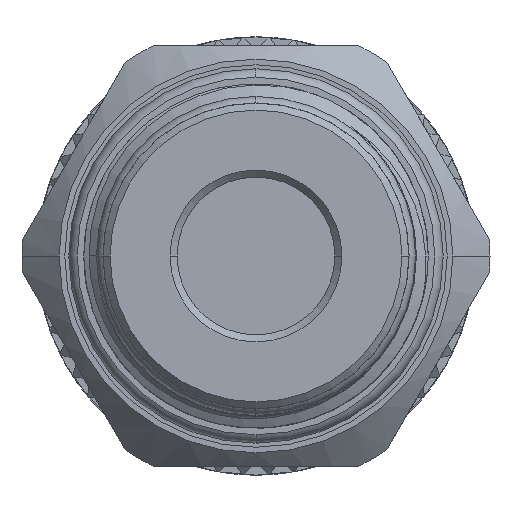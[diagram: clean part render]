
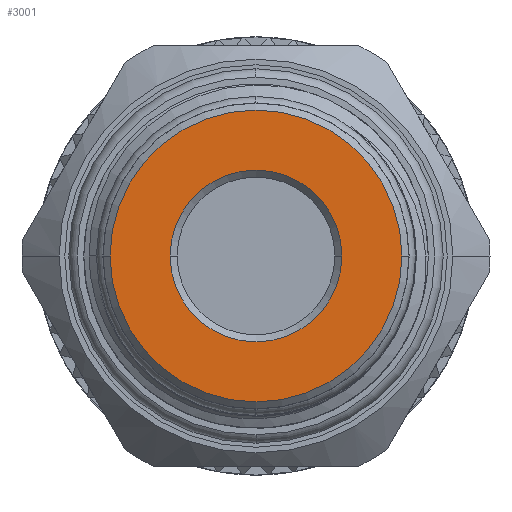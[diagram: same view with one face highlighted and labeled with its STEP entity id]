
A CAD part, left-side view. The second image highlights one B-rep face of the part: STEP entity #3001.
In plain terms, the highlighted planar face has unit normal (-1, 0, 0).
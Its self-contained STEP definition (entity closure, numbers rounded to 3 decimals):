
#41 = AXIS2_PLACEMENT_3D ( 'NONE', #20824, #29606, #12092 ) ;
#3001 = ADVANCED_FACE ( 'NONE', ( #13417, #33559 ), #11801, .F. ) ;
#4421 = CARTESIAN_POINT ( 'NONE',  ( -37.8, 4.9, 0. ) ) ;
#7006 = CIRCLE ( 'NONE', #37496, 8.325 ) ;
#7280 = CIRCLE ( 'NONE', #37726, 4.9 ) ;
#8016 = CIRCLE ( 'NONE', #29704, 8.325 ) ;
#10440 = ORIENTED_EDGE ( 'NONE', *, *, #37316, .T. ) ;
#11801 = PLANE ( 'NONE',  #32689 ) ;
#11879 = EDGE_CURVE ( 'NONE', #27090, #27081, #8016, .T. ) ;
#12092 = DIRECTION ( 'NONE',  ( 0., -1., 0. ) ) ;
#12871 = DIRECTION ( 'NONE',  ( 0., 1., 0. ) ) ;
#13417 = FACE_BOUND ( 'NONE', #17923, .T. ) ;
#14147 = CARTESIAN_POINT ( 'NONE',  ( -37.8, 0., 0. ) ) ;
#14363 = VERTEX_POINT ( 'NONE', #28195 ) ;
#14747 = CARTESIAN_POINT ( 'NONE',  ( -37.8, 0., 0. ) ) ;
#14879 = CARTESIAN_POINT ( 'NONE',  ( -37.8, 8.325, 0. ) ) ;
#15649 = EDGE_LOOP ( 'NONE', ( #26609, #10440 ) ) ;
#17033 = EDGE_CURVE ( 'NONE', #14363, #18135, #7280, .T. ) ;
#17923 = EDGE_LOOP ( 'NONE', ( #24683, #29889 ) ) ;
#18135 = VERTEX_POINT ( 'NONE', #4421 ) ;
#18915 = DIRECTION ( 'NONE',  ( -1., 0., 0. ) ) ;
#19437 = DIRECTION ( 'NONE',  ( 0., -1., 0. ) ) ;
#20824 = CARTESIAN_POINT ( 'NONE',  ( -37.8, 0., 0. ) ) ;
#21888 = DIRECTION ( 'NONE',  ( 1., 0., 0. ) ) ;
#21978 = CARTESIAN_POINT ( 'NONE',  ( -37.8, 0., 0. ) ) ;
#24683 = ORIENTED_EDGE ( 'NONE', *, *, #34072, .T. ) ;
#24816 = CARTESIAN_POINT ( 'NONE',  ( -37.8, 0., 0. ) ) ;
#26609 = ORIENTED_EDGE ( 'NONE', *, *, #11879, .T. ) ;
#27081 = VERTEX_POINT ( 'NONE', #14879 ) ;
#27090 = VERTEX_POINT ( 'NONE', #32911 ) ;
#28195 = CARTESIAN_POINT ( 'NONE',  ( -37.8, -4.9, 0. ) ) ;
#28599 = DIRECTION ( 'NONE',  ( -1., 0., 0. ) ) ;
#28727 = DIRECTION ( 'NONE',  ( 0., 1., 0. ) ) ;
#29606 = DIRECTION ( 'NONE',  ( 1., 0., 0. ) ) ;
#29704 = AXIS2_PLACEMENT_3D ( 'NONE', #14147, #28599, #28727 ) ;
#29889 = ORIENTED_EDGE ( 'NONE', *, *, #17033, .T. ) ;
#30339 = DIRECTION ( 'NONE',  ( 0., -1., 0. ) ) ;
#32689 = AXIS2_PLACEMENT_3D ( 'NONE', #14747, #35985, #30339 ) ;
#32911 = CARTESIAN_POINT ( 'NONE',  ( -37.8, -8.325, 0. ) ) ;
#33559 = FACE_OUTER_BOUND ( 'NONE', #15649, .T. ) ;
#34072 = EDGE_CURVE ( 'NONE', #18135, #14363, #35163, .T. ) ;
#35163 = CIRCLE ( 'NONE', #41, 4.9 ) ;
#35985 = DIRECTION ( 'NONE',  ( 1., 0., 0. ) ) ;
#37316 = EDGE_CURVE ( 'NONE', #27081, #27090, #7006, .T. ) ;
#37496 = AXIS2_PLACEMENT_3D ( 'NONE', #21978, #18915, #12871 ) ;
#37726 = AXIS2_PLACEMENT_3D ( 'NONE', #24816, #21888, #19437 ) ;
